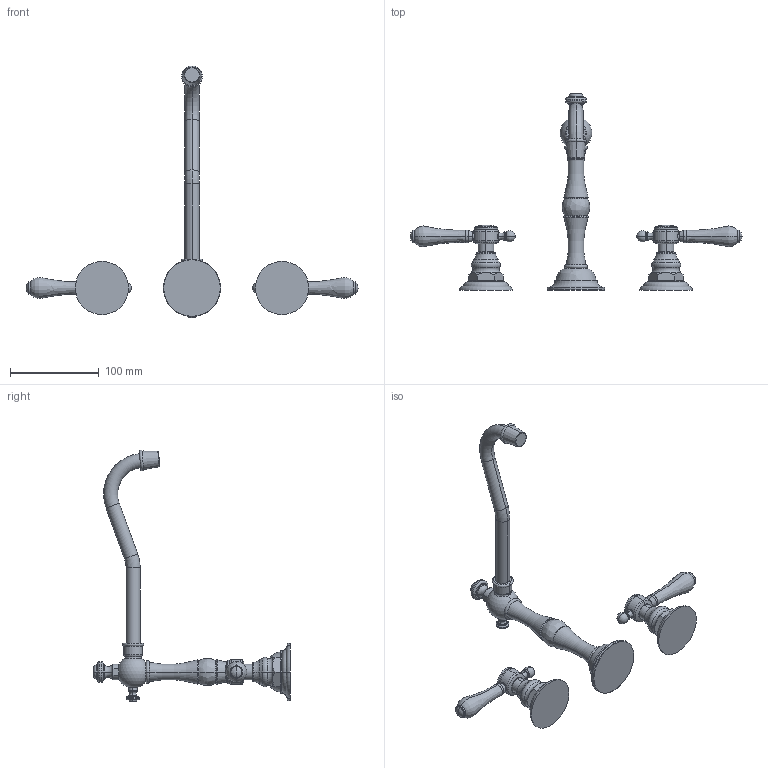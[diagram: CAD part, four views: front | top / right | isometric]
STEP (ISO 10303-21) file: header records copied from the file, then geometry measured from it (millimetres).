
FILE_DESCRIPTION((''),'2;1');
FILE_NAME('972','2021-02-26T08:44:21',('rsmith'),(''),'CREO PARAMETRIC BY PTC INC, 2018400','CREO PARAMETRIC BY PTC INC, 2018400','');
FILE_SCHEMA(('AUTOMOTIVE_DESIGN { 1 0 10303 214 1 1 1 1 }'));
Length unit declared in the file: inch
Products named in the file (1): 972
Bounding box: 374.52 x 222.1 x 284.18 mm (x, y, z)
Volume: 343222.6 mm3; surface area: 73491.8 mm2
Topology: 5 solids, 5 shells, 426 faces, 993 edges, 590 vertices
Faces by surface type: plane 136, torus 100, cylinder 94, cone 44, sphere 26, bspline 14, extrusion 8, revolution 4
Entity records: 19999 total; most frequent: CARTESIAN_POINT 4856, DIRECTION 2215, ORIENTED_EDGE 1962, PRESENTATION_STYLE_ASSIGNMENT 1246, STYLED_ITEM 990, CURVE_STYLE 985, EDGE_CURVE 981, AXIS2_PLACEMENT_3D 971
